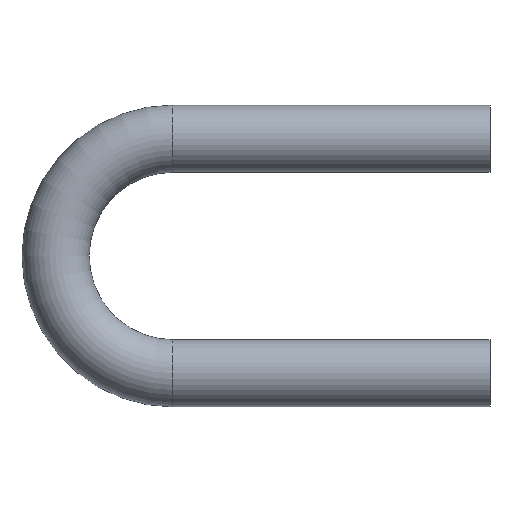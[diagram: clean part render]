
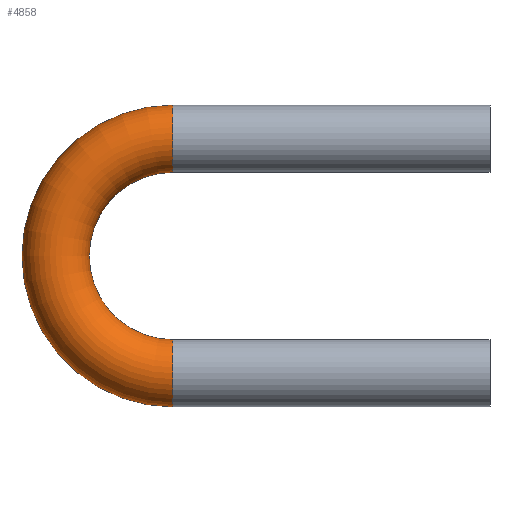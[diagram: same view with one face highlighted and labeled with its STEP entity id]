
A CAD part, left-side view. The second image highlights one B-rep face of the part: STEP entity #4858.
In plain terms, the highlighted toroidal (fillet/blend) face has major radius 74 mm and minor radius 21.2 mm.
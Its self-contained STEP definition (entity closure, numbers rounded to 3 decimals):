
#149 = VERTEX_POINT ( 'NONE', #5766 ) ;
#272 = DIRECTION ( 'NONE',  ( 1., 0., 0. ) ) ;
#383 = DIRECTION ( 'NONE',  ( 0., -1., 0. ) ) ;
#611 = AXIS2_PLACEMENT_3D ( 'NONE', #2712, #3595, #5530 ) ;
#1113 = VERTEX_POINT ( 'NONE', #6675 ) ;
#1326 = ORIENTED_EDGE ( 'NONE', *, *, #7912, .F. ) ;
#1495 = TOROIDAL_SURFACE ( 'NONE', #2780, 74., 21.2 ) ;
#1789 = FACE_OUTER_BOUND ( 'NONE', #7724, .T. ) ;
#2074 = DIRECTION ( 'NONE',  ( 0., 0., -1. ) ) ;
#2712 = CARTESIAN_POINT ( 'NONE',  ( 0., 200., 74. ) ) ;
#2780 = AXIS2_PLACEMENT_3D ( 'NONE', #3790, #7361, #2074 ) ;
#2967 = ORIENTED_EDGE ( 'NONE', *, *, #7156, .F. ) ;
#2970 = CARTESIAN_POINT ( 'NONE',  ( 0., 200., -21.2 ) ) ;
#3394 = AXIS2_PLACEMENT_3D ( 'NONE', #8131, #272, #4722 ) ;
#3588 = CIRCLE ( 'NONE', #611, 52.8 ) ;
#3595 = DIRECTION ( 'NONE',  ( 1., 0., 0. ) ) ;
#3790 = CARTESIAN_POINT ( 'NONE',  ( 0., 200., 74. ) ) ;
#4096 = DIRECTION ( 'NONE',  ( 0., 0., -1. ) ) ;
#4630 = EDGE_CURVE ( 'NONE', #10756, #1113, #3588, .T. ) ;
#4722 = DIRECTION ( 'NONE',  ( 0., 0., -1. ) ) ;
#4734 = CARTESIAN_POINT ( 'NONE',  ( 0., 200., 0. ) ) ;
#4858 = ADVANCED_FACE ( 'NONE', ( #1789 ), #1495, .T. ) ;
#5530 = DIRECTION ( 'NONE',  ( 0., 0., -1. ) ) ;
#5662 = CARTESIAN_POINT ( 'NONE',  ( 0., 200., 148. ) ) ;
#5766 = CARTESIAN_POINT ( 'NONE',  ( 0., 200., 169.2 ) ) ;
#5945 = EDGE_CURVE ( 'NONE', #8917, #10756, #6833, .T. ) ;
#6675 = CARTESIAN_POINT ( 'NONE',  ( 0., 200., 126.8 ) ) ;
#6833 = CIRCLE ( 'NONE', #9540, 21.2 ) ;
#7116 = AXIS2_PLACEMENT_3D ( 'NONE', #5662, #383, #4096 ) ;
#7156 = EDGE_CURVE ( 'NONE', #149, #1113, #10982, .T. ) ;
#7361 = DIRECTION ( 'NONE',  ( 1., 0., 0. ) ) ;
#7724 = EDGE_LOOP ( 'NONE', ( #1326, #10876, #11026, #2967 ) ) ;
#7746 = CARTESIAN_POINT ( 'NONE',  ( 0., 200., 21.2 ) ) ;
#7912 = EDGE_CURVE ( 'NONE', #8917, #149, #8819, .T. ) ;
#8131 = CARTESIAN_POINT ( 'NONE',  ( 0., 200., 74. ) ) ;
#8284 = DIRECTION ( 'NONE',  ( 0., 1., 0. ) ) ;
#8328 = DIRECTION ( 'NONE',  ( 0., 0., 1. ) ) ;
#8819 = CIRCLE ( 'NONE', #3394, 95.2 ) ;
#8917 = VERTEX_POINT ( 'NONE', #2970 ) ;
#9540 = AXIS2_PLACEMENT_3D ( 'NONE', #4734, #8284, #8328 ) ;
#10756 = VERTEX_POINT ( 'NONE', #7746 ) ;
#10876 = ORIENTED_EDGE ( 'NONE', *, *, #5945, .T. ) ;
#10982 = CIRCLE ( 'NONE', #7116, 21.2 ) ;
#11026 = ORIENTED_EDGE ( 'NONE', *, *, #4630, .T. ) ;
